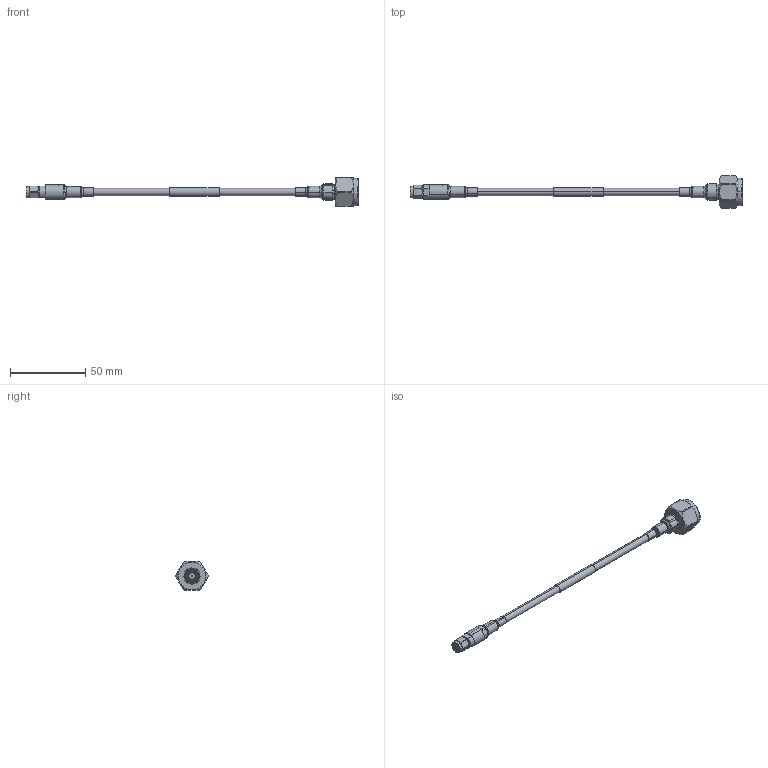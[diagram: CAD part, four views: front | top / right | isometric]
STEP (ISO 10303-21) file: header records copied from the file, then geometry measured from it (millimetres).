
FILE_DESCRIPTION (( 'STEP AP214' ), '1' );
FILE_NAME ('FMC00860_3D.step', '2023-03-06T20:10:06', ( '' ), ( '' ), 'SwSTEP 2.0', 'SolidWorks 2022', '' );
FILE_SCHEMA (( 'AUTOMOTIVE_DESIGN' ));
Length unit declared in the file: inch
Products named in the file (6): FMC00860_3D; heat shrink conn 1 230303^FMC00860; FMCN1084^FMC00860; FMCN1085^FMC00860; heat shrink conn 2 230303^FMC00860; LL142^FMC00860
Assembly tree (5 placements, depth 2):
  FMC00860_3D
    LL142^FMC00860
    FMCN1085^FMC00860
    heat shrink conn 1 230303^FMC00860
    FMCN1084^FMC00860
    heat shrink conn 2 230303^FMC00860
Bounding box: 221.16 x 21.6 x 19.05 mm (x, y, z)
Volume: 8998.2 mm3; surface area: 11114.8 mm2
Topology: 6 solids, 6 shells, 281 faces, 673 edges, 420 vertices
Faces by surface type: cylinder 114, plane 72, cone 67, torus 18, bspline 10
Entity records: 11683 total; most frequent: CARTESIAN_POINT 4870, DIRECTION 1385, ORIENTED_EDGE 1346, EDGE_CURVE 673, AXIS2_PLACEMENT_3D 571, VERTEX_POINT 420, EDGE_LOOP 303, CIRCLE 292
